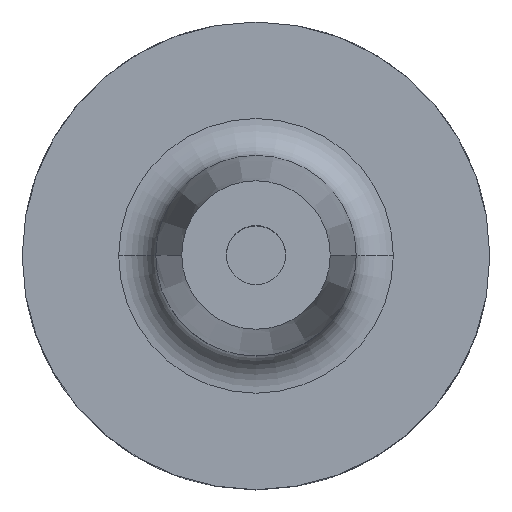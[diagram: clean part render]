
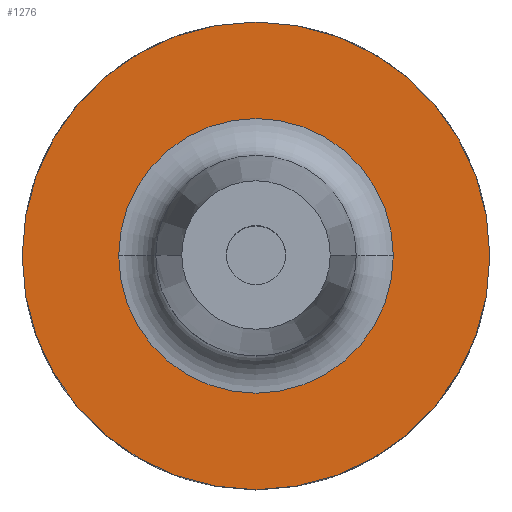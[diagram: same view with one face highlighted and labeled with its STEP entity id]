
A CAD part, top view. The second image highlights one B-rep face of the part: STEP entity #1276.
In plain terms, the highlighted planar face has unit normal (0, 0, 1).
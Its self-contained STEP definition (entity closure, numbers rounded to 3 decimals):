
#199 = DIRECTION ( 'NONE',  ( 0., 0., -1. ) ) ;
#479 = CARTESIAN_POINT ( 'NONE',  ( 31.5, 0., 22. ) ) ;
#598 = DIRECTION ( 'NONE',  ( 0., 0., -1. ) ) ;
#667 = DIRECTION ( 'NONE',  ( -1., 0., 0. ) ) ;
#697 = VERTEX_POINT ( 'NONE', #4113 ) ;
#811 = ORIENTED_EDGE ( 'NONE', *, *, #1870, .T. ) ;
#907 = DIRECTION ( 'NONE',  ( 1., 0., 0. ) ) ;
#1183 = ORIENTED_EDGE ( 'NONE', *, *, #2623, .T. ) ;
#1276 = ADVANCED_FACE ( 'NONE', ( #4120, #2122 ), #1669, .F. ) ;
#1317 = DIRECTION ( 'NONE',  ( -1., 0., 0. ) ) ;
#1411 = CARTESIAN_POINT ( 'NONE',  ( 0., 0., 22. ) ) ;
#1510 = EDGE_CURVE ( 'NONE', #4056, #2633, #3353, .T. ) ;
#1545 = DIRECTION ( 'NONE',  ( 1., 0., 0. ) ) ;
#1625 = AXIS2_PLACEMENT_3D ( 'NONE', #4348, #2429, #907 ) ;
#1669 = PLANE ( 'NONE',  #3728 ) ;
#1812 = CARTESIAN_POINT ( 'NONE',  ( -18.5, 0., 22. ) ) ;
#1870 = EDGE_CURVE ( 'NONE', #2785, #697, #4608, .T. ) ;
#1916 = ORIENTED_EDGE ( 'NONE', *, *, #4769, .T. ) ;
#2122 = FACE_OUTER_BOUND ( 'NONE', #2349, .T. ) ;
#2287 = CARTESIAN_POINT ( 'NONE',  ( 0., 0., 22. ) ) ;
#2349 = EDGE_LOOP ( 'NONE', ( #4372, #1916 ) ) ;
#2429 = DIRECTION ( 'NONE',  ( 0., 0., 1. ) ) ;
#2490 = DIRECTION ( 'NONE',  ( -1., 0., 0. ) ) ;
#2623 = EDGE_CURVE ( 'NONE', #697, #2785, #2828, .T. ) ;
#2633 = VERTEX_POINT ( 'NONE', #3277 ) ;
#2675 = DIRECTION ( 'NONE',  ( 0., 0., 1. ) ) ;
#2785 = VERTEX_POINT ( 'NONE', #1812 ) ;
#2828 = CIRCLE ( 'NONE', #3519, 18.5 ) ;
#3277 = CARTESIAN_POINT ( 'NONE',  ( -31.5, 0., 22. ) ) ;
#3317 = AXIS2_PLACEMENT_3D ( 'NONE', #2287, #2675, #1545 ) ;
#3353 = CIRCLE ( 'NONE', #3317, 31.5 ) ;
#3417 = EDGE_LOOP ( 'NONE', ( #811, #1183 ) ) ;
#3519 = AXIS2_PLACEMENT_3D ( 'NONE', #3618, #598, #2490 ) ;
#3577 = CARTESIAN_POINT ( 'NONE',  ( 0., 0., 22. ) ) ;
#3618 = CARTESIAN_POINT ( 'NONE',  ( 0., 0., 22. ) ) ;
#3664 = CIRCLE ( 'NONE', #1625, 31.5 ) ;
#3709 = DIRECTION ( 'NONE',  ( 0., 0., -1. ) ) ;
#3728 = AXIS2_PLACEMENT_3D ( 'NONE', #3577, #199, #1317 ) ;
#4056 = VERTEX_POINT ( 'NONE', #479 ) ;
#4113 = CARTESIAN_POINT ( 'NONE',  ( 18.5, 0., 22. ) ) ;
#4120 = FACE_BOUND ( 'NONE', #3417, .T. ) ;
#4348 = CARTESIAN_POINT ( 'NONE',  ( 0., 0., 22. ) ) ;
#4372 = ORIENTED_EDGE ( 'NONE', *, *, #1510, .T. ) ;
#4592 = AXIS2_PLACEMENT_3D ( 'NONE', #1411, #3709, #667 ) ;
#4608 = CIRCLE ( 'NONE', #4592, 18.5 ) ;
#4769 = EDGE_CURVE ( 'NONE', #2633, #4056, #3664, .T. ) ;
